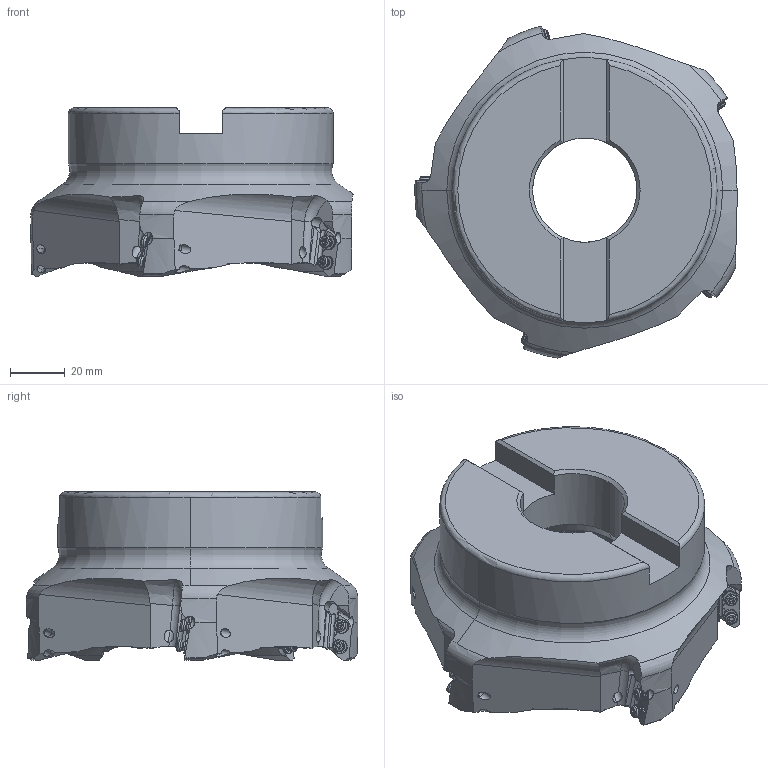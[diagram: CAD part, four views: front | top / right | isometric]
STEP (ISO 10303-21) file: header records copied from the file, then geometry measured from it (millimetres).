
FILE_DESCRIPTION(/* description */ (''),/* implementation_level */ '2;1');
FILE_NAME(/* name */ 'AXD4000UR0505EA.stp',/* time_stamp */ '2019-03-25T17:15:30+09:00',/* author */ (''),/* organization */ (''),/* preprocessor_version */ 'ST-DEVELOPER v16',/* originating_system */ 'SIEMENS PLM Software NX 10.0',/* authorisation */ '');
FILE_SCHEMA (('AUTOMOTIVE_DESIGN { 1 0 10303 214 3 1 1 1 }'));
Length unit declared in the file: millimetre
Products named in the file (1): AXD4000UR0505EA_ASM
Bounding box: 117.74 x 121.3 x 61.49 mm (x, y, z)
Volume: 379646.5 mm3; surface area: 49337.8 mm2
Topology: 11 solids, 11 shells, 700 faces, 2211 edges, 1518 vertices
Faces by surface type: cylinder 340, plane 159, cone 122, torus 59, sphere 20
Entity records: 31542 total; most frequent: CARTESIAN_POINT 11642, ORIENTED_EDGE 4382, DIRECTION 4099, EDGE_CURVE 2191, AXIS2_PLACEMENT_3D 1746, VERTEX_POINT 1518, CIRCLE 888, EDGE_LOOP 737
